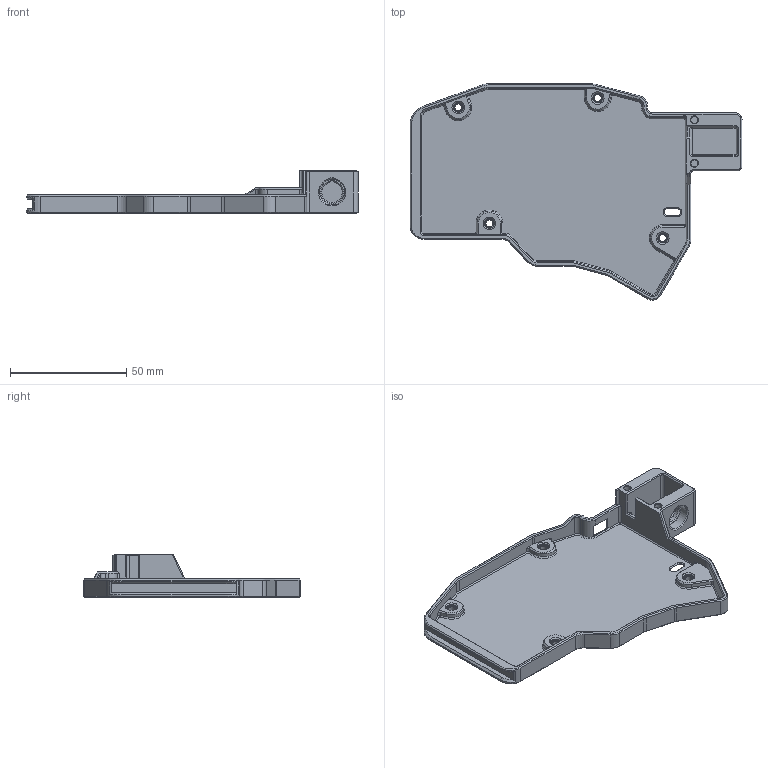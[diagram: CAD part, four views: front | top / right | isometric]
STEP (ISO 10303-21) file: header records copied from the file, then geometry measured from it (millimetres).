
FILE_DESCRIPTION(/* description */ ('STEP AP242','CAx-IF Rec.Pracs.---Representation and Presentation of Product Manufacturing Information (PMI)---4.0---2014-10-13','CAx-IF Rec.Pracs.---3D Tessellated Geometry---0.4---2014-09-14','2;1'),/* implementation_level */ '2;1');
FILE_NAME(/* name */ 'Main - Case',/* time_stamp */ '2024-09-06T08:45:18Z',/* author */ (''),/* organization */ (''),/* preprocessor_version */ 'ST-DEVELOPER v20',/* originating_system */ ' ',/* authorisation */ ' ');
FILE_SCHEMA (('AP242_MANAGED_MODEL_BASED_3D_ENGINEERING_MIM_LF { 1 0 10303 442 1 1 4 }'));
Length unit declared in the file: metre
Products named in the file (1): Case
Bounding box: 143.05 x 93.26 x 18.5 mm (x, y, z)
Volume: 24875.1 mm3; surface area: 26554.3 mm2
Topology: 1 solids, 1 shells, 365 faces, 859 edges, 501 vertices
Faces by surface type: plane 189, cone 119, cylinder 57
Full cylindrical faces by diameter (mm): 3 x6, 4.5 x4
Entity records: 10130 total; most frequent: CARTESIAN_POINT 1811, DIRECTION 1768, ORIENTED_EDGE 1658, EDGE_CURVE 829, AXIS2_PLACEMENT_3D 612, LINE 544, VECTOR 544, VERTEX_POINT 499
